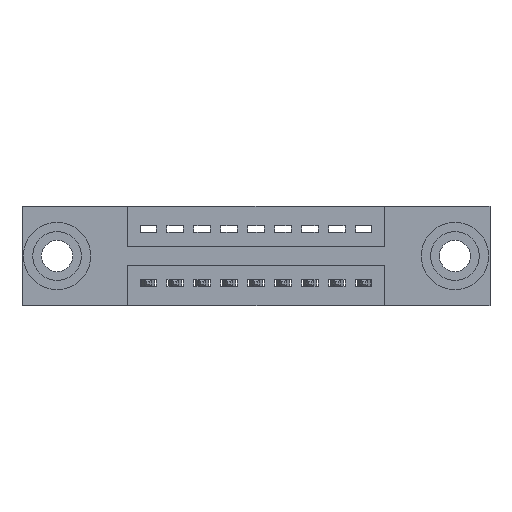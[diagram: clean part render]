
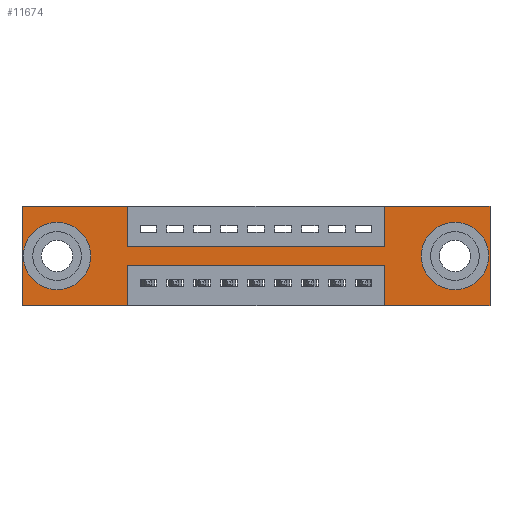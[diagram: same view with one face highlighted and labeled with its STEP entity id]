
A CAD part, front view. The second image highlights one B-rep face of the part: STEP entity #11674.
In plain terms, the highlighted planar face has unit normal (0, -1, 0).
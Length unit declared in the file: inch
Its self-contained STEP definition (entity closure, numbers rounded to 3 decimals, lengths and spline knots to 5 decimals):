
#8 = DIRECTION ( 'NONE',  ( -1., 0., 0. ) ) ;
#149 = VECTOR ( 'NONE', #8, 39.37008 ) ;
#211 = CARTESIAN_POINT ( 'NONE',  ( 1.735, 0., -0.37 ) ) ;
#421 = LINE ( 'NONE', #7334, #10008 ) ;
#431 = ORIENTED_EDGE ( 'NONE', *, *, #3132, .F. ) ;
#516 = ORIENTED_EDGE ( 'NONE', *, *, #11560, .F. ) ;
#589 = VERTEX_POINT ( 'NONE', #6240 ) ;
#697 = VERTEX_POINT ( 'NONE', #211 ) ;
#753 = VECTOR ( 'NONE', #3723, 39.37008 ) ;
#854 = LINE ( 'NONE', #2105, #6330 ) ;
#926 = ORIENTED_EDGE ( 'NONE', *, *, #1299, .F. ) ;
#995 = CARTESIAN_POINT ( 'NONE',  ( 0., 0., 0. ) ) ;
#1099 = DIRECTION ( 'NONE',  ( 0., 0., -1. ) ) ;
#1229 = CARTESIAN_POINT ( 'NONE',  ( 1.3425, 0., -0.37 ) ) ;
#1299 = EDGE_CURVE ( 'NONE', #3989, #1737, #7788, .T. ) ;
#1513 = VERTEX_POINT ( 'NONE', #9202 ) ;
#1543 = LINE ( 'NONE', #995, #10019 ) ;
#1667 = LINE ( 'NONE', #10542, #8421 ) ;
#1737 = VERTEX_POINT ( 'NONE', #7709 ) ;
#1816 = EDGE_CURVE ( 'NONE', #1513, #6131, #8898, .T. ) ;
#1819 = FACE_BOUND ( 'NONE', #11426, .T. ) ;
#1965 = LINE ( 'NONE', #8284, #6747 ) ;
#1994 = AXIS2_PLACEMENT_3D ( 'NONE', #11267, #9375, #3917 ) ;
#2058 = CARTESIAN_POINT ( 'NONE',  ( 0.3925, 0., -0.15 ) ) ;
#2105 = CARTESIAN_POINT ( 'NONE',  ( 0.3925, 0., 0. ) ) ;
#2115 = VERTEX_POINT ( 'NONE', #5499 ) ;
#2178 = EDGE_CURVE ( 'NONE', #9567, #589, #2732, .T. ) ;
#2314 = VERTEX_POINT ( 'NONE', #7611 ) ;
#2348 = ORIENTED_EDGE ( 'NONE', *, *, #1816, .T. ) ;
#2363 = CARTESIAN_POINT ( 'NONE',  ( 1.605, 0., -0.185 ) ) ;
#2459 = AXIS2_PLACEMENT_3D ( 'NONE', #6606, #11260, #9411 ) ;
#2576 = DIRECTION ( 'NONE',  ( -1., 0., 0. ) ) ;
#2732 = LINE ( 'NONE', #7377, #149 ) ;
#2735 = CARTESIAN_POINT ( 'NONE',  ( 1.3425, 0., -0.37 ) ) ;
#2757 = ORIENTED_EDGE ( 'NONE', *, *, #7764, .F. ) ;
#2793 = DIRECTION ( 'NONE',  ( 1., 0., 0. ) ) ;
#2844 = AXIS2_PLACEMENT_3D ( 'NONE', #8450, #9293, #5671 ) ;
#2963 = PLANE ( 'NONE',  #2844 ) ;
#3031 = ORIENTED_EDGE ( 'NONE', *, *, #7926, .F. ) ;
#3122 = ORIENTED_EDGE ( 'NONE', *, *, #4082, .T. ) ;
#3132 = EDGE_CURVE ( 'NONE', #7284, #10384, #7044, .T. ) ;
#3300 = EDGE_LOOP ( 'NONE', ( #2757, #7619, #926, #3031, #3843, #3569, #431, #11276, #6662, #516, #9685, #5202 ) ) ;
#3569 = ORIENTED_EDGE ( 'NONE', *, *, #7062, .F. ) ;
#3721 = CIRCLE ( 'NONE', #5001, 0.078 ) ;
#3723 = DIRECTION ( 'NONE',  ( 0., 0., 1. ) ) ;
#3843 = ORIENTED_EDGE ( 'NONE', *, *, #11864, .F. ) ;
#3897 = AXIS2_PLACEMENT_3D ( 'NONE', #2363, #4142, #6098 ) ;
#3917 = DIRECTION ( 'NONE',  ( 0., 0., -1. ) ) ;
#3989 = VERTEX_POINT ( 'NONE', #1229 ) ;
#4072 = DIRECTION ( 'NONE',  ( 1., 0., 0. ) ) ;
#4082 = EDGE_CURVE ( 'NONE', #6131, #1513, #11244, .T. ) ;
#4142 = DIRECTION ( 'NONE',  ( 0., 1., 0. ) ) ;
#4214 = EDGE_CURVE ( 'NONE', #1737, #5850, #7248, .T. ) ;
#4413 = CARTESIAN_POINT ( 'NONE',  ( 1.605, 0., -0.107 ) ) ;
#4463 = EDGE_CURVE ( 'NONE', #5646, #7284, #5098, .T. ) ;
#4714 = DIRECTION ( 'NONE',  ( 1., 0., 0. ) ) ;
#4821 = DIRECTION ( 'NONE',  ( 0., 0., 1. ) ) ;
#4916 = CARTESIAN_POINT ( 'NONE',  ( 0.3925, 0., -0.37 ) ) ;
#4970 = LINE ( 'NONE', #10419, #5838 ) ;
#5001 = AXIS2_PLACEMENT_3D ( 'NONE', #5496, #11891, #5536 ) ;
#5098 = LINE ( 'NONE', #2058, #5233 ) ;
#5202 = ORIENTED_EDGE ( 'NONE', *, *, #2178, .F. ) ;
#5233 = VECTOR ( 'NONE', #4072, 39.37008 ) ;
#5496 = CARTESIAN_POINT ( 'NONE',  ( 0.13, 0., -0.185 ) ) ;
#5499 = CARTESIAN_POINT ( 'NONE',  ( 0.13, 0., -0.263 ) ) ;
#5520 = CARTESIAN_POINT ( 'NONE',  ( 0.13, 0., -0.107 ) ) ;
#5536 = DIRECTION ( 'NONE',  ( 0., 0., 1. ) ) ;
#5646 = VERTEX_POINT ( 'NONE', #10754 ) ;
#5671 = DIRECTION ( 'NONE',  ( 0., 0., -1. ) ) ;
#5838 = VECTOR ( 'NONE', #4821, 39.37008 ) ;
#5850 = VERTEX_POINT ( 'NONE', #10103 ) ;
#5966 = CARTESIAN_POINT ( 'NONE',  ( 0., 0., 0. ) ) ;
#6098 = DIRECTION ( 'NONE',  ( 0., 0., -1. ) ) ;
#6131 = VERTEX_POINT ( 'NONE', #4413 ) ;
#6240 = CARTESIAN_POINT ( 'NONE',  ( 0., 0., -0.37 ) ) ;
#6330 = VECTOR ( 'NONE', #8644, 39.37008 ) ;
#6484 = VECTOR ( 'NONE', #2793, 39.37008 ) ;
#6522 = VERTEX_POINT ( 'NONE', #5520 ) ;
#6606 = CARTESIAN_POINT ( 'NONE',  ( 0.13, 0., -0.185 ) ) ;
#6662 = ORIENTED_EDGE ( 'NONE', *, *, #7448, .F. ) ;
#6747 = VECTOR ( 'NONE', #1099, 39.37008 ) ;
#7044 = LINE ( 'NONE', #11652, #11751 ) ;
#7062 = EDGE_CURVE ( 'NONE', #10384, #7350, #9164, .T. ) ;
#7241 = VECTOR ( 'NONE', #2576, 39.37008 ) ;
#7248 = LINE ( 'NONE', #8029, #7241 ) ;
#7284 = VERTEX_POINT ( 'NONE', #7638 ) ;
#7305 = CIRCLE ( 'NONE', #2459, 0.078 ) ;
#7334 = CARTESIAN_POINT ( 'NONE',  ( 0., 0., -0.37 ) ) ;
#7350 = VERTEX_POINT ( 'NONE', #10047 ) ;
#7377 = CARTESIAN_POINT ( 'NONE',  ( 0., 0., -0.37 ) ) ;
#7438 = FACE_BOUND ( 'NONE', #9994, .T. ) ;
#7448 = EDGE_CURVE ( 'NONE', #2314, #5646, #854, .T. ) ;
#7611 = CARTESIAN_POINT ( 'NONE',  ( 0.3925, 0., 0. ) ) ;
#7619 = ORIENTED_EDGE ( 'NONE', *, *, #4214, .F. ) ;
#7638 = CARTESIAN_POINT ( 'NONE',  ( 1.3425, 0., -0.15 ) ) ;
#7709 = CARTESIAN_POINT ( 'NONE',  ( 1.3425, 0., -0.22 ) ) ;
#7730 = ORIENTED_EDGE ( 'NONE', *, *, #11685, .T. ) ;
#7764 = EDGE_CURVE ( 'NONE', #5850, #9567, #1965, .T. ) ;
#7788 = LINE ( 'NONE', #2735, #753 ) ;
#7862 = EDGE_CURVE ( 'NONE', #6522, #2115, #3721, .T. ) ;
#7926 = EDGE_CURVE ( 'NONE', #697, #3989, #421, .T. ) ;
#8029 = CARTESIAN_POINT ( 'NONE',  ( 0.3925, 0., -0.22 ) ) ;
#8284 = CARTESIAN_POINT ( 'NONE',  ( 0.3925, 0., -0.37 ) ) ;
#8325 = CARTESIAN_POINT ( 'NONE',  ( 0., 0., 0. ) ) ;
#8421 = VECTOR ( 'NONE', #11457, 39.37008 ) ;
#8450 = CARTESIAN_POINT ( 'NONE',  ( 0., 0., -0.37 ) ) ;
#8644 = DIRECTION ( 'NONE',  ( 0., 0., -1. ) ) ;
#8898 = CIRCLE ( 'NONE', #1994, 0.078 ) ;
#8915 = DIRECTION ( 'NONE',  ( 0., 0., 1. ) ) ;
#8918 = ORIENTED_EDGE ( 'NONE', *, *, #7862, .T. ) ;
#9164 = LINE ( 'NONE', #8325, #6484 ) ;
#9202 = CARTESIAN_POINT ( 'NONE',  ( 1.605, 0., -0.263 ) ) ;
#9291 = FACE_OUTER_BOUND ( 'NONE', #3300, .T. ) ;
#9293 = DIRECTION ( 'NONE',  ( 0., -1., 0. ) ) ;
#9375 = DIRECTION ( 'NONE',  ( 0., 1., 0. ) ) ;
#9411 = DIRECTION ( 'NONE',  ( 0., 0., 1. ) ) ;
#9466 = EDGE_CURVE ( 'NONE', #589, #11119, #4970, .T. ) ;
#9567 = VERTEX_POINT ( 'NONE', #4916 ) ;
#9685 = ORIENTED_EDGE ( 'NONE', *, *, #9466, .F. ) ;
#9994 = EDGE_LOOP ( 'NONE', ( #3122, #2348 ) ) ;
#10008 = VECTOR ( 'NONE', #10095, 39.37008 ) ;
#10019 = VECTOR ( 'NONE', #4714, 39.37008 ) ;
#10047 = CARTESIAN_POINT ( 'NONE',  ( 1.735, 0., 0. ) ) ;
#10095 = DIRECTION ( 'NONE',  ( -1., 0., 0. ) ) ;
#10103 = CARTESIAN_POINT ( 'NONE',  ( 0.3925, 0., -0.22 ) ) ;
#10372 = CARTESIAN_POINT ( 'NONE',  ( 1.3425, 0., 0. ) ) ;
#10384 = VERTEX_POINT ( 'NONE', #10372 ) ;
#10419 = CARTESIAN_POINT ( 'NONE',  ( 0., 0., 0. ) ) ;
#10542 = CARTESIAN_POINT ( 'NONE',  ( 1.735, 0., 0. ) ) ;
#10754 = CARTESIAN_POINT ( 'NONE',  ( 0.3925, 0., -0.15 ) ) ;
#11119 = VERTEX_POINT ( 'NONE', #5966 ) ;
#11244 = CIRCLE ( 'NONE', #3897, 0.078 ) ;
#11260 = DIRECTION ( 'NONE',  ( 0., 1., 0. ) ) ;
#11267 = CARTESIAN_POINT ( 'NONE',  ( 1.605, 0., -0.185 ) ) ;
#11276 = ORIENTED_EDGE ( 'NONE', *, *, #4463, .F. ) ;
#11426 = EDGE_LOOP ( 'NONE', ( #8918, #7730 ) ) ;
#11457 = DIRECTION ( 'NONE',  ( 0., 0., -1. ) ) ;
#11560 = EDGE_CURVE ( 'NONE', #11119, #2314, #1543, .T. ) ;
#11652 = CARTESIAN_POINT ( 'NONE',  ( 1.3425, 0., 0. ) ) ;
#11674 = ADVANCED_FACE ( 'NONE', ( #7438, #1819, #9291 ), #2963, .T. ) ;
#11685 = EDGE_CURVE ( 'NONE', #2115, #6522, #7305, .T. ) ;
#11751 = VECTOR ( 'NONE', #8915, 39.37008 ) ;
#11864 = EDGE_CURVE ( 'NONE', #7350, #697, #1667, .T. ) ;
#11891 = DIRECTION ( 'NONE',  ( 0., 1., 0. ) ) ;
